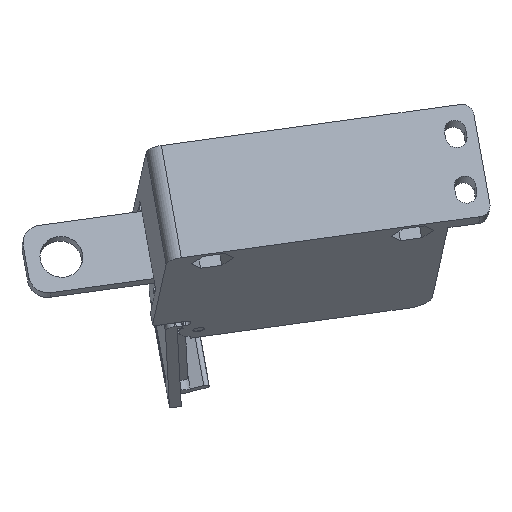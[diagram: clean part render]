
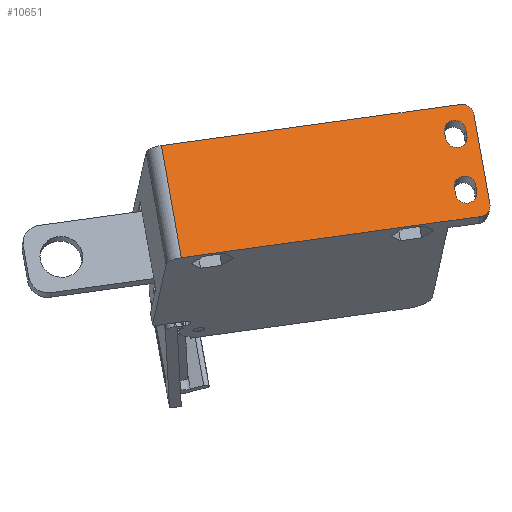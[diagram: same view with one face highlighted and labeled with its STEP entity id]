
A CAD part, front view. The second image highlights one B-rep face of the part: STEP entity #10651.
In plain terms, the highlighted face is planar.
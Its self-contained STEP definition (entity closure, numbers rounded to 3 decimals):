
#546=FACE_BOUND('',#1854,.T.);
#547=FACE_BOUND('',#1855,.T.);
#746=PLANE('',#11327);
#1233=FACE_OUTER_BOUND('',#1853,.T.);
#1853=EDGE_LOOP('',(#8855,#8856,#8857,#8858,#8859,#8860));
#1854=EDGE_LOOP('',(#8861,#8862,#8863,#8864));
#1855=EDGE_LOOP('',(#8865,#8866,#8867,#8868));
#2145=LINE('',#14233,#3199);
#2164=LINE('',#14273,#3218);
#2564=LINE('',#16853,#3618);
#2772=LINE('',#17372,#3826);
#2773=LINE('',#17376,#3827);
#2774=LINE('',#17380,#3828);
#2775=LINE('',#17384,#3829);
#2776=LINE('',#17388,#3830);
#3199=VECTOR('',#11740,10.);
#3218=VECTOR('',#11765,10.);
#3618=VECTOR('',#12445,10.);
#3826=VECTOR('',#12991,10.);
#3827=VECTOR('',#12994,10.);
#3828=VECTOR('',#12997,10.);
#3829=VECTOR('',#13000,10.);
#3830=VECTOR('',#13003,10.);
#4349=CIRCLE('',#11325,2.5);
#4351=CIRCLE('',#11328,2.5);
#4352=CIRCLE('',#11329,2.25);
#4353=CIRCLE('',#11330,2.25);
#4354=CIRCLE('',#11331,2.25);
#4355=CIRCLE('',#11332,2.25);
#4488=VERTEX_POINT('',#14230);
#4489=VERTEX_POINT('',#14232);
#4507=VERTEX_POINT('',#14272);
#4979=VERTEX_POINT('',#16851);
#5119=VERTEX_POINT('',#17365);
#5121=VERTEX_POINT('',#17371);
#5122=VERTEX_POINT('',#17374);
#5123=VERTEX_POINT('',#17375);
#5124=VERTEX_POINT('',#17377);
#5125=VERTEX_POINT('',#17379);
#5126=VERTEX_POINT('',#17382);
#5127=VERTEX_POINT('',#17383);
#5128=VERTEX_POINT('',#17385);
#5129=VERTEX_POINT('',#17387);
#5534=EDGE_CURVE('',#4488,#4489,#2145,.T.);
#5554=EDGE_CURVE('',#4507,#4489,#2164,.T.);
#6199=EDGE_CURVE('',#4979,#4488,#2564,.T.);
#6451=EDGE_CURVE('',#5119,#4979,#4349,.T.);
#6454=EDGE_CURVE('',#5121,#5119,#2772,.T.);
#6455=EDGE_CURVE('',#4507,#5121,#4351,.T.);
#6456=EDGE_CURVE('',#5122,#5123,#2773,.T.);
#6457=EDGE_CURVE('',#5123,#5124,#4352,.T.);
#6458=EDGE_CURVE('',#5124,#5125,#2774,.T.);
#6459=EDGE_CURVE('',#5125,#5122,#4353,.T.);
#6460=EDGE_CURVE('',#5126,#5127,#2775,.T.);
#6461=EDGE_CURVE('',#5127,#5128,#4354,.T.);
#6462=EDGE_CURVE('',#5128,#5129,#2776,.T.);
#6463=EDGE_CURVE('',#5129,#5126,#4355,.T.);
#8855=ORIENTED_EDGE('',*,*,#5534,.F.);
#8856=ORIENTED_EDGE('',*,*,#6199,.F.);
#8857=ORIENTED_EDGE('',*,*,#6451,.F.);
#8858=ORIENTED_EDGE('',*,*,#6454,.F.);
#8859=ORIENTED_EDGE('',*,*,#6455,.F.);
#8860=ORIENTED_EDGE('',*,*,#5554,.T.);
#8861=ORIENTED_EDGE('',*,*,#6456,.T.);
#8862=ORIENTED_EDGE('',*,*,#6457,.T.);
#8863=ORIENTED_EDGE('',*,*,#6458,.T.);
#8864=ORIENTED_EDGE('',*,*,#6459,.T.);
#8865=ORIENTED_EDGE('',*,*,#6460,.T.);
#8866=ORIENTED_EDGE('',*,*,#6461,.T.);
#8867=ORIENTED_EDGE('',*,*,#6462,.T.);
#8868=ORIENTED_EDGE('',*,*,#6463,.T.);
#10651=ADVANCED_FACE('',(#1233,#546,#547),#746,.T.);
#11325=AXIS2_PLACEMENT_3D('',#17366,#12984,#12985);
#11327=AXIS2_PLACEMENT_3D('',#17370,#12989,#12990);
#11328=AXIS2_PLACEMENT_3D('',#17373,#12992,#12993);
#11329=AXIS2_PLACEMENT_3D('',#17378,#12995,#12996);
#11330=AXIS2_PLACEMENT_3D('',#17381,#12998,#12999);
#11331=AXIS2_PLACEMENT_3D('',#17386,#13001,#13002);
#11332=AXIS2_PLACEMENT_3D('',#17389,#13004,#13005);
#11740=DIRECTION('',(-1.,0.,0.));
#11765=DIRECTION('',(0.,0.,-1.));
#12445=DIRECTION('',(0.,0.,-1.));
#12984=DIRECTION('center_axis',(0.,1.,0.));
#12985=DIRECTION('ref_axis',(0.707,0.,0.707));
#12989=DIRECTION('center_axis',(0.,-1.,0.));
#12990=DIRECTION('ref_axis',(0.,0.,-1.));
#12991=DIRECTION('',(1.,0.,0.));
#12992=DIRECTION('center_axis',(0.,1.,0.));
#12993=DIRECTION('ref_axis',(-0.707,0.,0.707));
#12994=DIRECTION('',(-1.,0.,0.));
#12995=DIRECTION('center_axis',(0.,1.,0.));
#12996=DIRECTION('ref_axis',(0.,0.,-1.));
#12997=DIRECTION('',(1.,0.,0.));
#12998=DIRECTION('center_axis',(0.,1.,0.));
#12999=DIRECTION('ref_axis',(0.,0.,1.));
#13000=DIRECTION('',(-1.,0.,0.));
#13001=DIRECTION('center_axis',(0.,1.,0.));
#13002=DIRECTION('ref_axis',(0.,0.,-1.));
#13003=DIRECTION('',(1.,0.,0.));
#13004=DIRECTION('center_axis',(0.,1.,0.));
#13005=DIRECTION('ref_axis',(0.,0.,1.));
#14230=CARTESIAN_POINT('',(25.,0.,3.));
#14232=CARTESIAN_POINT('',(0.,0.,3.));
#14233=CARTESIAN_POINT('',(0.,0.,3.));
#14272=CARTESIAN_POINT('',(0.,0.,66.5));
#14273=CARTESIAN_POINT('',(0.,0.,69.));
#16851=CARTESIAN_POINT('',(25.,0.,66.5));
#16853=CARTESIAN_POINT('',(25.,0.,69.));
#17365=CARTESIAN_POINT('',(22.5,0.,69.));
#17366=CARTESIAN_POINT('Origin',(22.5,0.,66.5));
#17370=CARTESIAN_POINT('Origin',(0.,0.,69.));
#17371=CARTESIAN_POINT('',(2.5,0.,69.));
#17372=CARTESIAN_POINT('',(0.,0.,69.));
#17373=CARTESIAN_POINT('Origin',(2.5,0.,66.5));
#17374=CARTESIAN_POINT('',(19.45,0.,62.25));
#17375=CARTESIAN_POINT('',(17.95,0.,62.25));
#17376=CARTESIAN_POINT('',(8.975,0.,62.25));
#17377=CARTESIAN_POINT('',(17.95,0.,66.75));
#17378=CARTESIAN_POINT('Origin',(17.95,0.,64.5));
#17379=CARTESIAN_POINT('',(19.45,0.,66.75));
#17380=CARTESIAN_POINT('',(9.725,0.,66.75));
#17381=CARTESIAN_POINT('Origin',(19.45,0.,64.5));
#17382=CARTESIAN_POINT('',(7.05,0.,62.25));
#17383=CARTESIAN_POINT('',(5.55,0.,62.25));
#17384=CARTESIAN_POINT('',(2.775,0.,62.25));
#17385=CARTESIAN_POINT('',(5.55,0.,66.75));
#17386=CARTESIAN_POINT('Origin',(5.55,0.,64.5));
#17387=CARTESIAN_POINT('',(7.05,0.,66.75));
#17388=CARTESIAN_POINT('',(3.525,0.,66.75));
#17389=CARTESIAN_POINT('Origin',(7.05,0.,64.5));
